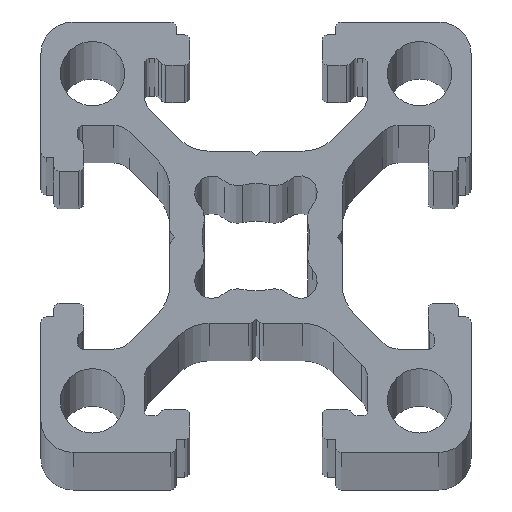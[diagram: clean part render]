
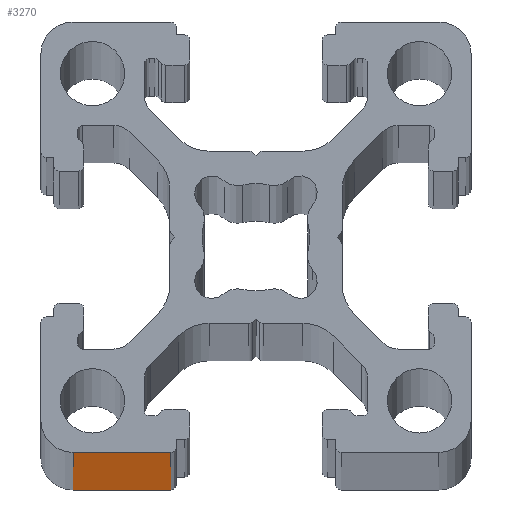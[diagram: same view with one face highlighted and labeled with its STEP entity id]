
A CAD part, top view. The second image highlights one B-rep face of the part: STEP entity #3270.
In plain terms, the highlighted planar face has unit normal (0, -1, 0).
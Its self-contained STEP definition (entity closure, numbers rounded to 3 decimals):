
#127 = EDGE_CURVE ( 'NONE', #2277, #3004, #1563, .T. ) ;
#192 = CARTESIAN_POINT ( 'NONE',  ( -3.95, -10., 0. ) ) ;
#460 = DIRECTION ( 'NONE',  ( 0., 0., -1. ) ) ;
#565 = CARTESIAN_POINT ( 'NONE',  ( -8.5, -10., 1000. ) ) ;
#587 = CARTESIAN_POINT ( 'NONE',  ( -3.95, -10., 1000. ) ) ;
#692 = ORIENTED_EDGE ( 'NONE', *, *, #4798, .T. ) ;
#947 = ORIENTED_EDGE ( 'NONE', *, *, #1171, .T. ) ;
#1002 = LINE ( 'NONE', #3631, #5365 ) ;
#1171 = EDGE_CURVE ( 'NONE', #2355, #3004, #2754, .T. ) ;
#1189 = DIRECTION ( 'NONE',  ( 0., 0., -1. ) ) ;
#1563 = LINE ( 'NONE', #1694, #4297 ) ;
#1694 = CARTESIAN_POINT ( 'NONE',  ( -3.95, -10., 1000. ) ) ;
#1889 = FACE_OUTER_BOUND ( 'NONE', #4095, .T. ) ;
#2033 = CARTESIAN_POINT ( 'NONE',  ( -3.95, -10., 0. ) ) ;
#2277 = VERTEX_POINT ( 'NONE', #587 ) ;
#2355 = VERTEX_POINT ( 'NONE', #3688 ) ;
#2754 = LINE ( 'NONE', #192, #3173 ) ;
#3004 = VERTEX_POINT ( 'NONE', #2033 ) ;
#3173 = VECTOR ( 'NONE', #3835, 1000. ) ;
#3258 = VERTEX_POINT ( 'NONE', #3298 ) ;
#3270 = ADVANCED_FACE ( 'NONE', ( #1889 ), #6458, .F. ) ;
#3298 = CARTESIAN_POINT ( 'NONE',  ( -8.5, -10., 1000. ) ) ;
#3329 = DIRECTION ( 'NONE',  ( 0., 1., 0. ) ) ;
#3416 = ORIENTED_EDGE ( 'NONE', *, *, #127, .F. ) ;
#3631 = CARTESIAN_POINT ( 'NONE',  ( -3.95, -10., 1000. ) ) ;
#3688 = CARTESIAN_POINT ( 'NONE',  ( -8.5, -10., 0. ) ) ;
#3835 = DIRECTION ( 'NONE',  ( 1., 0., 0. ) ) ;
#3945 = DIRECTION ( 'NONE',  ( 0., 0., 1. ) ) ;
#4095 = EDGE_LOOP ( 'NONE', ( #947, #3416, #5634, #692 ) ) ;
#4297 = VECTOR ( 'NONE', #1189, 1000. ) ;
#4798 = EDGE_CURVE ( 'NONE', #3258, #2355, #5199, .T. ) ;
#5175 = EDGE_CURVE ( 'NONE', #3258, #2277, #1002, .T. ) ;
#5199 = LINE ( 'NONE', #565, #5362 ) ;
#5362 = VECTOR ( 'NONE', #460, 1000. ) ;
#5365 = VECTOR ( 'NONE', #5706, 1000. ) ;
#5374 = CARTESIAN_POINT ( 'NONE',  ( -3.95, -10., 1000. ) ) ;
#5423 = AXIS2_PLACEMENT_3D ( 'NONE', #5374, #3329, #3945 ) ;
#5634 = ORIENTED_EDGE ( 'NONE', *, *, #5175, .F. ) ;
#5706 = DIRECTION ( 'NONE',  ( 1., 0., 0. ) ) ;
#6458 = PLANE ( 'NONE',  #5423 ) ;
